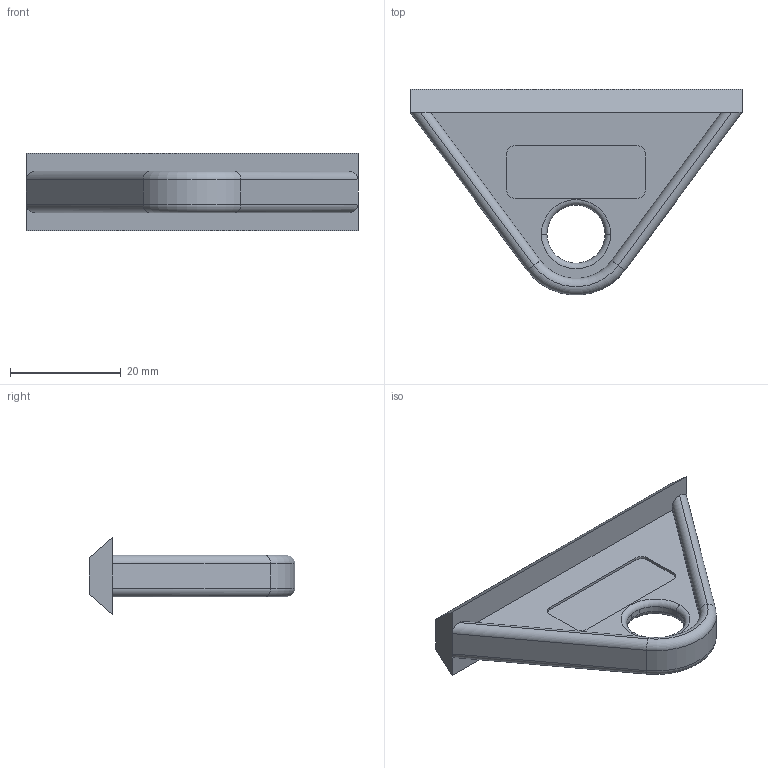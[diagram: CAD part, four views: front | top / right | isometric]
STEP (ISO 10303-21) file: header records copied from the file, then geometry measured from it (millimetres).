
FILE_DESCRIPTION(('STEP AP214'),'1');
FILE_NAME('fath_093007.stp','2018-05-10T14:47:40',('TraceParts'),('TraceParts S.A.'),'Spatial InterOp 3D',' ',' ');
FILE_SCHEMA(('automotive_design'));
Length unit declared in the file: millimetre
Products named in the file (1): fath_093007
Bounding box: 60 x 37.16 x 14 mm (x, y, z)
Volume: 6578.5 mm3; surface area: 4908.9 mm2
Topology: 1 solids, 1 shells, 58 faces, 142 edges, 88 vertices
Faces by surface type: cylinder 25, plane 25, torus 8
Entity records: 2191 total; most frequent: CARTESIAN_POINT 313, DIRECTION 304, ORIENTED_EDGE 284, EDGE_CURVE 142, AXIS2_PLACEMENT_3D 111, VERTEX_POINT 88, LINE 82, VECTOR 82
